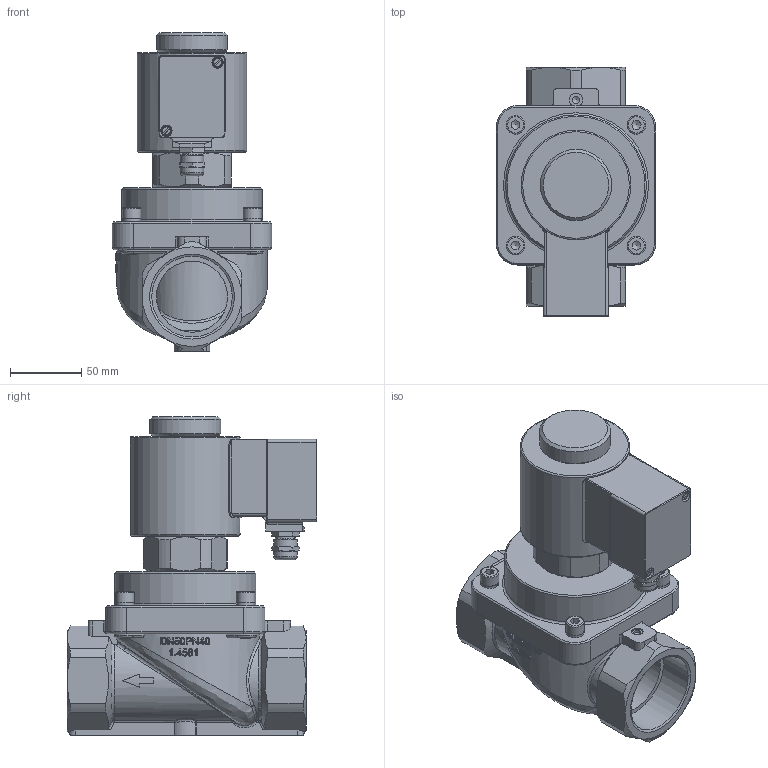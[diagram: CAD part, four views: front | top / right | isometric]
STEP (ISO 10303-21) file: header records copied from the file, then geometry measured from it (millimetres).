
FILE_DESCRIPTION(/* description */ ('3D-Modell'),/* implementation_level */ '2;1');
FILE_NAME(/* name */ '035.001848_A3528-0804-T242-TH.stp',/* time_stamp */ '2023-03-01T13:06:24+01:00',/* author */ ('Cbeuthner'),/* organization */ (''),/* preprocessor_version */ 'ST-DEVELOPER v16.1',/* originating_system */ 'Autodesk Inventor 2016',/* authorisation */ '');
FILE_SCHEMA (('CONFIG_CONTROL_DESIGN'));
Length unit declared in the file: millimetre
Products named in the file (1): 88-005848
Bounding box: 112 x 175.5 x 224.1 mm (x, y, z)
Volume: 1228601.7 mm3; surface area: 200120.3 mm2
Topology: 1 solids, 12 shells, 1171 faces, 2917 edges, 1828 vertices
Faces by surface type: plane 439, cylinder 371, bspline 160, cone 85, torus 84, sphere 32
Full cylindrical faces by diameter (mm): 2.459 x3, 3 x2, 3.242 x5, 3.571 x1, 3.6 x2, 4 x4, 4.3 x1, 4.5 x6, 4.917 x2, 5 x2, 5.837 x1, 6.593 x1, 7 x1, 8 x7, 8.5 x1, 9 x6, 9.2 x1, 9.3 x1, 9.4 x1, 11 x1, 12 x2, 13 x4, 14 x5, 14.376 x2, 14.5 x1, 16 x1, 16.7 x2, 50 x4, 52 x1, 56.656 x2
Entity records: 59298 total; most frequent: CARTESIAN_POINT 32376, ORIENTED_EDGE 5354, DIRECTION 5000, EDGE_CURVE 2675, AXIS2_PLACEMENT_3D 1934, VERTEX_POINT 1756, EDGE_LOOP 1439, FACE_OUTER_BOUND 1171
